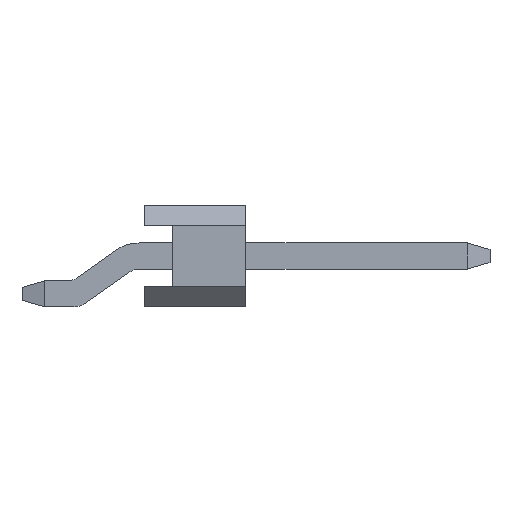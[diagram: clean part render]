
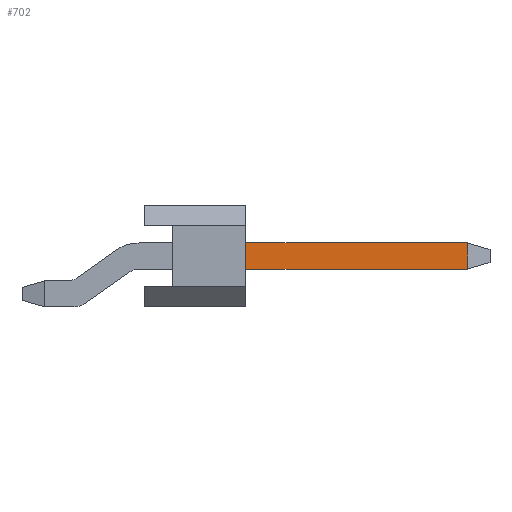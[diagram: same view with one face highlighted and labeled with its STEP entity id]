
A CAD part, left-side view. The second image highlights one B-rep face of the part: STEP entity #702.
In plain terms, the highlighted planar face has unit normal (-1, 0, 0).
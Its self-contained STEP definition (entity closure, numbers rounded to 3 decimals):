
#702=ADVANCED_FACE('',(#1517),#1518,.F.);
#1517=FACE_OUTER_BOUND('',#2458,.T.);
#1518=PLANE('',#2459);
#2458=EDGE_LOOP('',(#4435,#4436,#4437,#4438));
#2459=AXIS2_PLACEMENT_3D('',#4439,#4440,#4441);
#4435=ORIENTED_EDGE('',*,*,#6243,.F.);
#4436=ORIENTED_EDGE('',*,*,#6236,.F.);
#4437=ORIENTED_EDGE('',*,*,#6244,.T.);
#4438=ORIENTED_EDGE('',*,*,#6231,.F.);
#4439=CARTESIAN_POINT('',(-9.21,-2.666,-0.178));
#4440=DIRECTION('',(1.0,0.,0.));
#4441=DIRECTION('',(0.,0.,1.0));
#6231=EDGE_CURVE('',#7588,#7590,#7591,.T.);
#6236=EDGE_CURVE('',#7596,#7594,#7598,.T.);
#6243=EDGE_CURVE('',#7594,#7588,#7609,.T.);
#6244=EDGE_CURVE('',#7596,#7590,#7610,.T.);
#7588=VERTEX_POINT('',#9538);
#7590=VERTEX_POINT('',#9541);
#7591=LINE('',#9542,#9543);
#7594=VERTEX_POINT('',#9547);
#7596=VERTEX_POINT('',#9550);
#7598=LINE('',#9553,#9554);
#7609=LINE('',#9569,#9570);
#7610=LINE('',#9571,#9572);
#9538=CARTESIAN_POINT('',(-9.21,-2.5,0.32));
#9541=CARTESIAN_POINT('',(-9.21,-7.954,0.32));
#9542=CARTESIAN_POINT('',(-9.21,0.124,0.32));
#9543=VECTOR('',#11045,1.0);
#9547=CARTESIAN_POINT('',(-9.21,-2.5,-0.32));
#9550=CARTESIAN_POINT('',(-9.21,-7.954,-0.32));
#9553=CARTESIAN_POINT('',(-9.21,-7.954,-0.32));
#9554=VECTOR('',#11049,1.0);
#9569=CARTESIAN_POINT('',(-9.21,-2.5,-0.089));
#9570=VECTOR('',#11054,1.0);
#9571=CARTESIAN_POINT('',(-9.21,-7.954,0.161));
#9572=VECTOR('',#11055,1.0);
#11045=DIRECTION('',(0.,-1.0,0.));
#11049=DIRECTION('',(0.0,1.0,0.));
#11054=DIRECTION('',(0.,0.,1.0));
#11055=DIRECTION('',(0.,0.,1.0));
